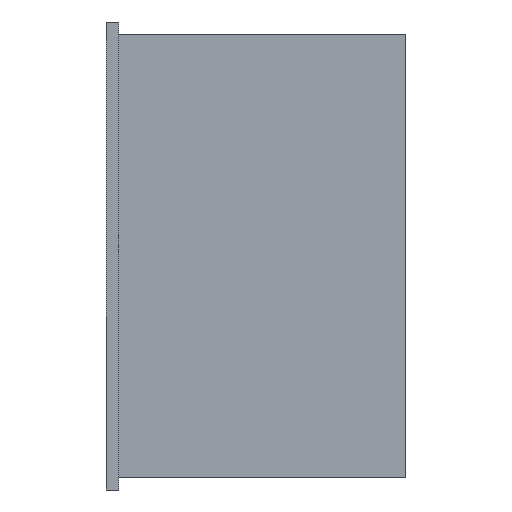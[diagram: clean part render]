
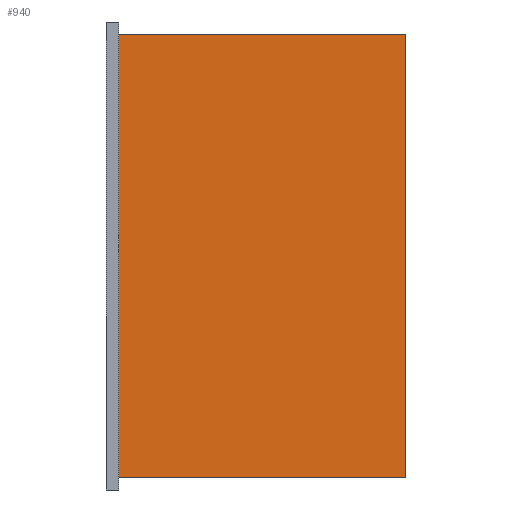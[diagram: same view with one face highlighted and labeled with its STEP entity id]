
A CAD part, front view. The second image highlights one B-rep face of the part: STEP entity #940.
In plain terms, the highlighted planar face has unit normal (0, -1, 0).
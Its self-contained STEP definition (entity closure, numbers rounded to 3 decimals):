
#63 = DIRECTION ( 'NONE',  ( 0., 0., 1. ) ) ;
#78 = VECTOR ( 'NONE', #63, 1000. ) ;
#91 = DIRECTION ( 'NONE',  ( 0., 0., -1. ) ) ;
#115 = EDGE_LOOP ( 'NONE', ( #653, #671, #316, #881 ) ) ;
#133 = CARTESIAN_POINT ( 'NONE',  ( 0., -2., 0. ) ) ;
#169 = CARTESIAN_POINT ( 'NONE',  ( -46., -2., 35.5 ) ) ;
#203 = CARTESIAN_POINT ( 'NONE',  ( 0., -2., 35.5 ) ) ;
#215 = LINE ( 'NONE', #234, #617 ) ;
#234 = CARTESIAN_POINT ( 'NONE',  ( 0., -2., 35.5 ) ) ;
#267 = EDGE_CURVE ( 'NONE', #614, #723, #710, .T. ) ;
#275 = LINE ( 'NONE', #169, #549 ) ;
#294 = EDGE_CURVE ( 'NONE', #723, #408, #215, .T. ) ;
#316 = ORIENTED_EDGE ( 'NONE', *, *, #834, .T. ) ;
#325 = VECTOR ( 'NONE', #794, 1000. ) ;
#408 = VERTEX_POINT ( 'NONE', #459 ) ;
#456 = DIRECTION ( 'NONE',  ( 0., 1., 0. ) ) ;
#459 = CARTESIAN_POINT ( 'NONE',  ( -46., -2., 35.5 ) ) ;
#468 = CARTESIAN_POINT ( 'NONE',  ( 0., -2., 35.5 ) ) ;
#529 = FACE_OUTER_BOUND ( 'NONE', #115, .T. ) ;
#549 = VECTOR ( 'NONE', #91, 1000. ) ;
#614 = VERTEX_POINT ( 'NONE', #993 ) ;
#617 = VECTOR ( 'NONE', #1041, 1000. ) ;
#624 = LINE ( 'NONE', #967, #325 ) ;
#653 = ORIENTED_EDGE ( 'NONE', *, *, #267, .T. ) ;
#671 = ORIENTED_EDGE ( 'NONE', *, *, #294, .T. ) ;
#710 = LINE ( 'NONE', #468, #78 ) ;
#723 = VERTEX_POINT ( 'NONE', #203 ) ;
#768 = CARTESIAN_POINT ( 'NONE',  ( -46., -2., -35.5 ) ) ;
#794 = DIRECTION ( 'NONE',  ( 1., 0., 0. ) ) ;
#834 = EDGE_CURVE ( 'NONE', #408, #954, #275, .T. ) ;
#854 = PLANE ( 'NONE',  #951 ) ;
#869 = DIRECTION ( 'NONE',  ( 0., 0., 1. ) ) ;
#881 = ORIENTED_EDGE ( 'NONE', *, *, #1006, .T. ) ;
#940 = ADVANCED_FACE ( 'NONE', ( #529 ), #854, .F. ) ;
#951 = AXIS2_PLACEMENT_3D ( 'NONE', #133, #456, #869 ) ;
#954 = VERTEX_POINT ( 'NONE', #768 ) ;
#967 = CARTESIAN_POINT ( 'NONE',  ( 0., -2., -35.5 ) ) ;
#993 = CARTESIAN_POINT ( 'NONE',  ( 0., -2., -35.5 ) ) ;
#1006 = EDGE_CURVE ( 'NONE', #954, #614, #624, .T. ) ;
#1041 = DIRECTION ( 'NONE',  ( -1., 0., 0. ) ) ;
